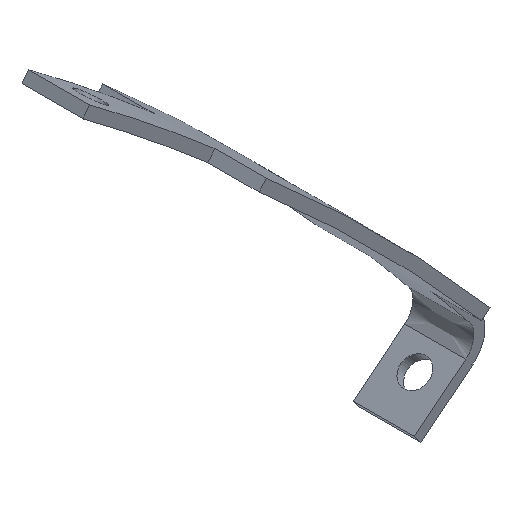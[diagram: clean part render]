
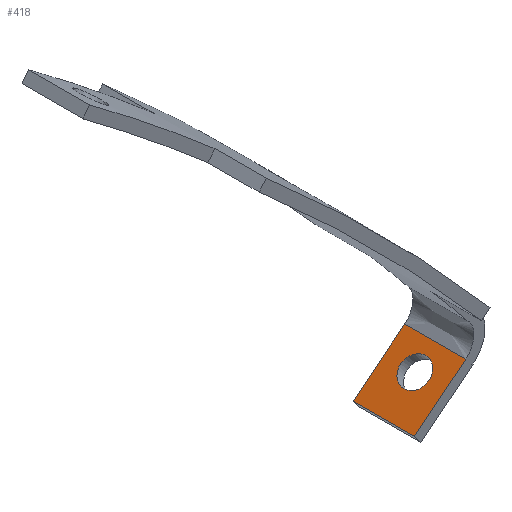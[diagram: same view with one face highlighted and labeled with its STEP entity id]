
A CAD part, isometric view. The second image highlights one B-rep face of the part: STEP entity #418.
In plain terms, the highlighted planar face has unit normal (-0.625, 0, 0.781).
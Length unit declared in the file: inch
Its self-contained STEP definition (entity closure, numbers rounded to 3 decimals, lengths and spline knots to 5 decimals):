
#17=PLANE('',#466);
#31=FACE_BOUND('',#85,.T.);
#42=CIRCLE('',#467,0.0255);
#43=CIRCLE('',#468,0.0255);
#60=FACE_OUTER_BOUND('',#84,.T.);
#84=EDGE_LOOP('',(#309,#310,#311,#312));
#85=EDGE_LOOP('',(#313,#314));
#128=LINE('',#730,#160);
#129=LINE('',#732,#161);
#130=LINE('',#734,#162);
#131=LINE('',#735,#163);
#160=VECTOR('',#525,0.3937);
#161=VECTOR('',#526,0.3937);
#162=VECTOR('',#527,0.3937);
#163=VECTOR('',#528,0.3937);
#201=VERTEX_POINT('',#728);
#202=VERTEX_POINT('',#729);
#203=VERTEX_POINT('',#731);
#204=VERTEX_POINT('',#733);
#205=VERTEX_POINT('',#736);
#206=VERTEX_POINT('',#737);
#245=EDGE_CURVE('',#201,#202,#128,.T.);
#246=EDGE_CURVE('',#203,#202,#129,.T.);
#247=EDGE_CURVE('',#204,#203,#130,.T.);
#248=EDGE_CURVE('',#201,#204,#131,.T.);
#249=EDGE_CURVE('',#205,#206,#42,.T.);
#250=EDGE_CURVE('',#206,#205,#43,.T.);
#309=ORIENTED_EDGE('',*,*,#245,.T.);
#310=ORIENTED_EDGE('',*,*,#246,.F.);
#311=ORIENTED_EDGE('',*,*,#247,.F.);
#312=ORIENTED_EDGE('',*,*,#248,.F.);
#313=ORIENTED_EDGE('',*,*,#249,.F.);
#314=ORIENTED_EDGE('',*,*,#250,.F.);
#418=ADVANCED_FACE('',(#60,#31),#17,.F.);
#466=AXIS2_PLACEMENT_3D('',#727,#523,#524);
#467=AXIS2_PLACEMENT_3D('',#738,#529,#530);
#468=AXIS2_PLACEMENT_3D('',#739,#531,#532);
#523=DIRECTION('center_axis',(0.625,0.,-0.781));
#524=DIRECTION('ref_axis',(-0.781,0.,-0.625));
#525=DIRECTION('',(0.,1.,0.));
#526=DIRECTION('',(0.781,0.,0.625));
#527=DIRECTION('',(0.,1.,0.));
#528=DIRECTION('',(-0.781,0.,-0.625));
#529=DIRECTION('center_axis',(-0.625,0.,
0.781));
#530=DIRECTION('ref_axis',(0.,-1.,0.));
#531=DIRECTION('center_axis',(-0.625,0.,
0.781));
#532=DIRECTION('ref_axis',(0.,-1.,0.));
#727=CARTESIAN_POINT('Origin',(0.32287,-0.01196,0.16193));
#728=CARTESIAN_POINT('',(-0.03341,-0.06706,-0.12335));
#729=CARTESIAN_POINT('',(-0.03341,0.04294,-0.12335));
#730=CARTESIAN_POINT('',(-0.03341,-0.00598,-0.12335));
#731=CARTESIAN_POINT('',(-0.12636,0.04294,-0.19778));
#732=CARTESIAN_POINT('',(-0.12636,0.04294,-0.19778));
#733=CARTESIAN_POINT('',(-0.12636,-0.06706,-0.19778));
#734=CARTESIAN_POINT('',(-0.12636,-0.06706,-0.19778));
#735=CARTESIAN_POINT('',(0.10001,-0.06706,-0.01652));
#736=CARTESIAN_POINT('',(-0.07016,0.01344,-0.15278));
#737=CARTESIAN_POINT('',(-0.09006,-0.01206,-0.16871));
#738=CARTESIAN_POINT('Origin',(-0.07016,-0.01206,
-0.15278));
#739=CARTESIAN_POINT('Origin',(-0.07016,-0.01206,
-0.15278));
